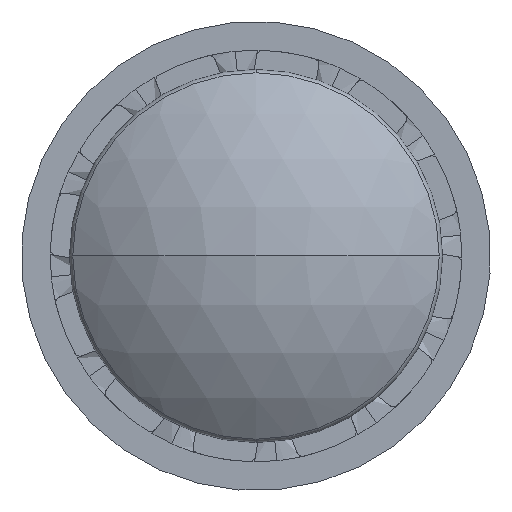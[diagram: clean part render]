
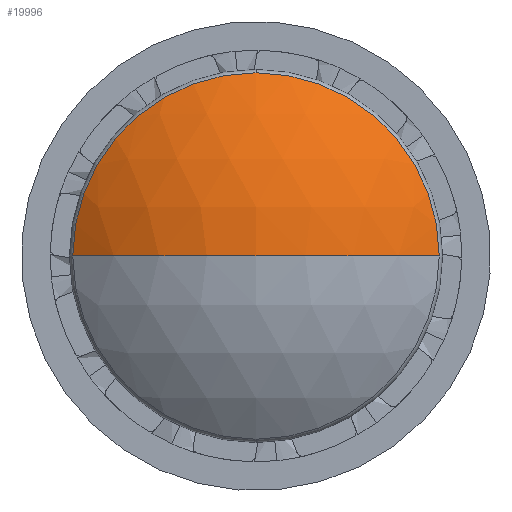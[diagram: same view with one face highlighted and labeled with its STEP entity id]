
A CAD part, left-side view. The second image highlights one B-rep face of the part: STEP entity #19996.
In plain terms, the highlighted spherical face has radius 12.349 mm.
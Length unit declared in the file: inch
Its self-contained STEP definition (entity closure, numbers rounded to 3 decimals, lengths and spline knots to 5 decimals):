
#852 = CARTESIAN_POINT ( 'NONE',  ( -0.27291, 1.05053, 0. ) ) ;
#1572 = SPHERICAL_SURFACE ( 'NONE', #11539, 0.48618 ) ;
#2026 = CIRCLE ( 'NONE', #24088, 0.48618 ) ;
#2371 = CARTESIAN_POINT ( 'NONE',  ( -0.27291, 0.74603, 0. ) ) ;
#2510 = CARTESIAN_POINT ( 'NONE',  ( -0.38008, 0.74603, 0. ) ) ;
#2856 = ORIENTED_EDGE ( 'NONE', *, *, #23415, .F. ) ;
#3003 = DIRECTION ( 'NONE',  ( 0., 0., 1. ) ) ;
#3706 = AXIS2_PLACEMENT_3D ( 'NONE', #15813, #4253, #17775 ) ;
#4253 = DIRECTION ( 'NONE',  ( 0., 0., -1. ) ) ;
#4323 = DIRECTION ( 'NONE',  ( 0., 0., -1. ) ) ;
#6152 = ORIENTED_EDGE ( 'NONE', *, *, #15574, .F. ) ;
#6973 = CARTESIAN_POINT ( 'NONE',  ( -0.27291, 0.74603, 0. ) ) ;
#7237 = CARTESIAN_POINT ( 'NONE',  ( 0.1061, 0.74603, 0. ) ) ;
#8909 = DIRECTION ( 'NONE',  ( 0., 0., -1. ) ) ;
#9513 = AXIS2_PLACEMENT_3D ( 'NONE', #6973, #20487, #8909 ) ;
#9739 = ORIENTED_EDGE ( 'NONE', *, *, #11964, .F. ) ;
#10241 = ORIENTED_EDGE ( 'NONE', *, *, #13144, .T. ) ;
#11539 = AXIS2_PLACEMENT_3D ( 'NONE', #7237, #12876, #20747 ) ;
#11964 = EDGE_CURVE ( 'NONE', #14799, #21726, #15097, .T. ) ;
#12876 = DIRECTION ( 'NONE',  ( 0., 0., 1. ) ) ;
#13144 = EDGE_CURVE ( 'NONE', #14799, #23533, #2026, .T. ) ;
#13625 = CIRCLE ( 'NONE', #24904, 0.30449 ) ;
#14575 = CARTESIAN_POINT ( 'NONE',  ( 0.1061, 0.74603, 0. ) ) ;
#14704 = CIRCLE ( 'NONE', #9513, 0.30449 ) ;
#14799 = VERTEX_POINT ( 'NONE', #2510 ) ;
#15097 = CIRCLE ( 'NONE', #3706, 0.48618 ) ;
#15574 = EDGE_CURVE ( 'NONE', #22538, #23533, #14704, .T. ) ;
#15813 = CARTESIAN_POINT ( 'NONE',  ( 0.1061, 0.74603, 0. ) ) ;
#15891 = DIRECTION ( 'NONE',  ( 1., 0., 0. ) ) ;
#16520 = DIRECTION ( 'NONE',  ( 0., -1., 0. ) ) ;
#17000 = FACE_OUTER_BOUND ( 'NONE', #23575, .T. ) ;
#17775 = DIRECTION ( 'NONE',  ( -1., 0., 0. ) ) ;
#19996 = ADVANCED_FACE ( 'NONE', ( #17000 ), #1572, .T. ) ;
#20487 = DIRECTION ( 'NONE',  ( 1., 0., 0. ) ) ;
#20747 = DIRECTION ( 'NONE',  ( 0., 1., 0. ) ) ;
#21336 = CARTESIAN_POINT ( 'NONE',  ( -0.27291, 0.74603, 0.30449 ) ) ;
#21726 = VERTEX_POINT ( 'NONE', #852 ) ;
#22414 = CARTESIAN_POINT ( 'NONE',  ( -0.27291, 0.44154, 0. ) ) ;
#22538 = VERTEX_POINT ( 'NONE', #21336 ) ;
#23415 = EDGE_CURVE ( 'NONE', #21726, #22538, #13625, .T. ) ;
#23533 = VERTEX_POINT ( 'NONE', #22414 ) ;
#23575 = EDGE_LOOP ( 'NONE', ( #9739, #10241, #6152, #2856 ) ) ;
#24088 = AXIS2_PLACEMENT_3D ( 'NONE', #14575, #3003, #16520 ) ;
#24904 = AXIS2_PLACEMENT_3D ( 'NONE', #2371, #15891, #4323 ) ;
